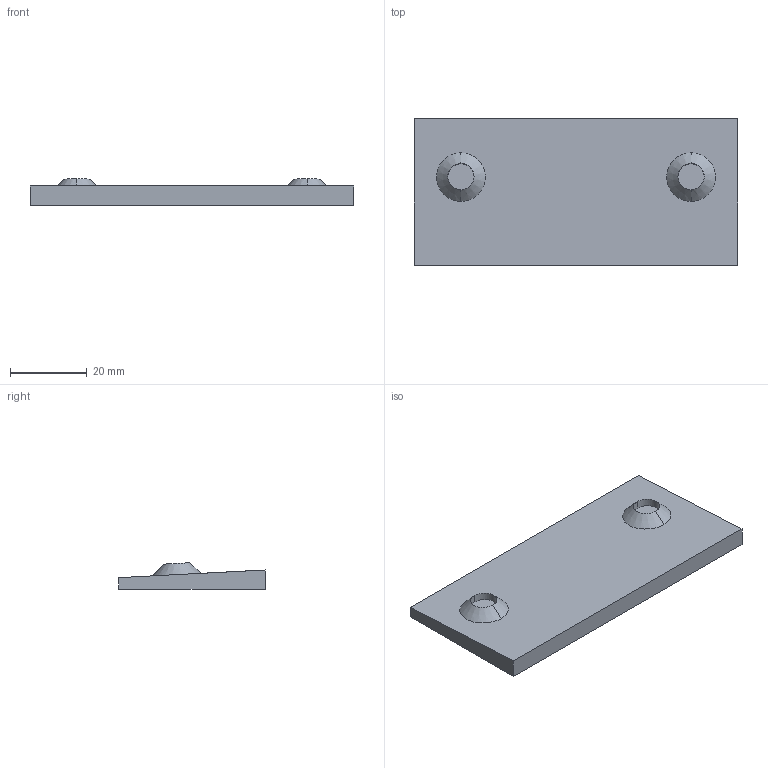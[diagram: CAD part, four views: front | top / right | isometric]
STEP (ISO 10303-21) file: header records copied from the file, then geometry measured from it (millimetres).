
FILE_DESCRIPTION (( 'STEP AP214' ), '1' );
FILE_NAME ('Soft Jaw B.STEP', '2025-06-22T16:38:01', ( 'ARUP Laboratories' ), ( 'ARUP Laboratories' ), 'SwSTEP 2.0', 'SolidWorks 2024', '' );
FILE_SCHEMA (( 'AUTOMOTIVE_DESIGN' ));
Length unit declared in the file: millimetre
Products named in the file (1): Soft Jaw B
Bounding box: 84 x 38 x 6.88 mm (x, y, z)
Volume: 13077.7 mm3; surface area: 7524.1 mm2
Topology: 1 solids, 1 shells, 16 faces, 32 edges, 20 vertices
Faces by surface type: plane 8, cylinder 4, cone 4
Entity records: 495 total; most frequent: CARTESIAN_POINT 137, DIRECTION 70, ORIENTED_EDGE 64, EDGE_CURVE 32, AXIS2_PLACEMENT_3D 25, VERTEX_POINT 20, LINE 20, VECTOR 20
